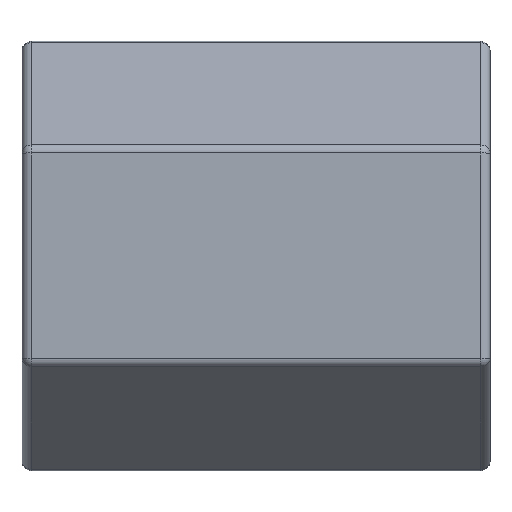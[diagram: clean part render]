
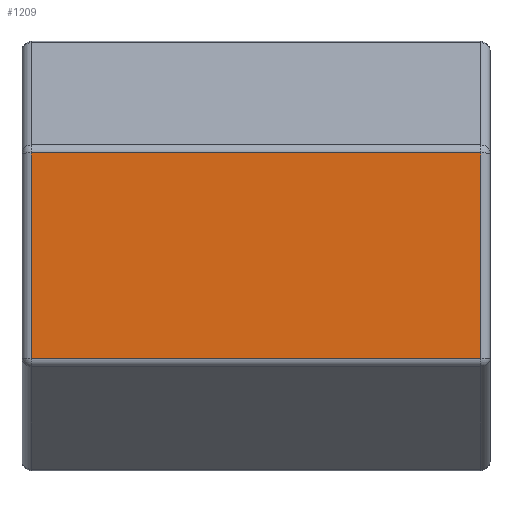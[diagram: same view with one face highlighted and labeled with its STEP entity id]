
A CAD part, top view. The second image highlights one B-rep face of the part: STEP entity #1209.
In plain terms, the highlighted planar face has unit normal (0, 0, 1).
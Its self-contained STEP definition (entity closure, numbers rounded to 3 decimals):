
#2 = DIRECTION ( 'NONE',  ( 0., -1., 0. ) ) ;
#7 = CARTESIAN_POINT ( 'NONE',  ( 0.1, 1.155, 2. ) ) ;
#36 = FACE_OUTER_BOUND ( 'NONE', #950, .T. ) ;
#106 = CARTESIAN_POINT ( 'NONE',  ( 0.1, -1.097, 2. ) ) ;
#130 = AXIS2_PLACEMENT_3D ( 'NONE', #333, #1198, #804 ) ;
#319 = CARTESIAN_POINT ( 'NONE',  ( 5., 1.097, 2. ) ) ;
#333 = CARTESIAN_POINT ( 'NONE',  ( 5., 1.155, 2. ) ) ;
#334 = EDGE_CURVE ( 'NONE', #860, #855, #537, .T. ) ;
#360 = VECTOR ( 'NONE', #2, 1000. ) ;
#371 = LINE ( 'NONE', #7, #360 ) ;
#411 = EDGE_CURVE ( 'NONE', #993, #860, #430, .T. ) ;
#412 = VECTOR ( 'NONE', #510, 1000. ) ;
#418 = LINE ( 'NONE', #486, #412 ) ;
#421 = EDGE_CURVE ( 'NONE', #759, #993, #418, .T. ) ;
#425 = VECTOR ( 'NONE', #530, 1000. ) ;
#430 = LINE ( 'NONE', #547, #425 ) ;
#467 = EDGE_CURVE ( 'NONE', #855, #759, #371, .T. ) ;
#486 = CARTESIAN_POINT ( 'NONE',  ( 5., -1.097, 2. ) ) ;
#510 = DIRECTION ( 'NONE',  ( 1., 0., 0. ) ) ;
#514 = VECTOR ( 'NONE', #584, 1000. ) ;
#530 = DIRECTION ( 'NONE',  ( 0., 1., 0. ) ) ;
#537 = LINE ( 'NONE', #319, #514 ) ;
#547 = CARTESIAN_POINT ( 'NONE',  ( 4.9, 1.155, 2. ) ) ;
#584 = DIRECTION ( 'NONE',  ( -1., 0., 0. ) ) ;
#640 = ORIENTED_EDGE ( 'NONE', *, *, #411, .T. ) ;
#718 = ORIENTED_EDGE ( 'NONE', *, *, #421, .T. ) ;
#759 = VERTEX_POINT ( 'NONE', #106 ) ;
#763 = ORIENTED_EDGE ( 'NONE', *, *, #467, .T. ) ;
#804 = DIRECTION ( 'NONE',  ( 0., 1., 0. ) ) ;
#855 = VERTEX_POINT ( 'NONE', #879 ) ;
#860 = VERTEX_POINT ( 'NONE', #1239 ) ;
#879 = CARTESIAN_POINT ( 'NONE',  ( 0.1, 1.097, 2. ) ) ;
#950 = EDGE_LOOP ( 'NONE', ( #763, #718, #640, #991 ) ) ;
#991 = ORIENTED_EDGE ( 'NONE', *, *, #334, .T. ) ;
#993 = VERTEX_POINT ( 'NONE', #1261 ) ;
#1165 = PLANE ( 'NONE',  #130 ) ;
#1198 = DIRECTION ( 'NONE',  ( 0., 0., -1. ) ) ;
#1209 = ADVANCED_FACE ( 'NONE', ( #36 ), #1165, .F. ) ;
#1239 = CARTESIAN_POINT ( 'NONE',  ( 4.9, 1.097, 2. ) ) ;
#1261 = CARTESIAN_POINT ( 'NONE',  ( 4.9, -1.097, 2. ) ) ;
